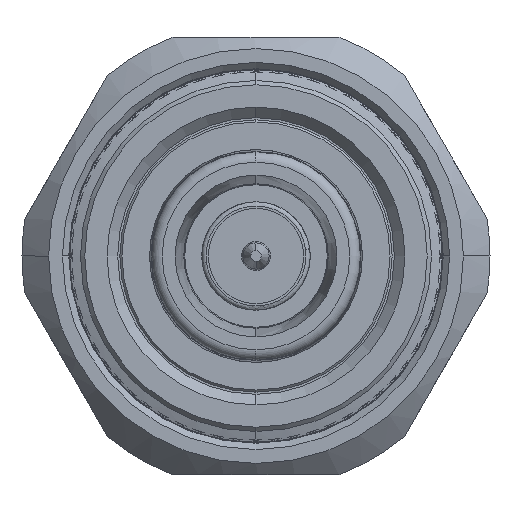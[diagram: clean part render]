
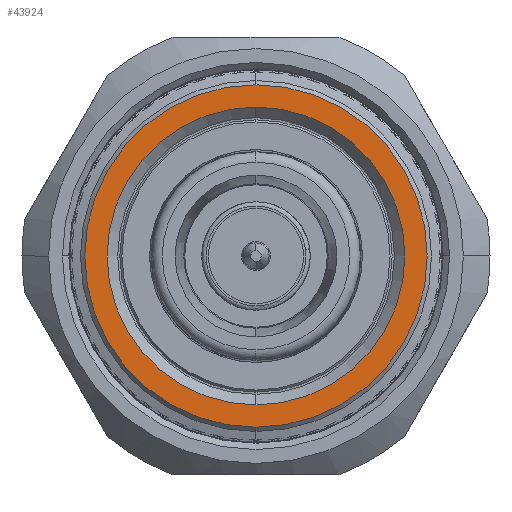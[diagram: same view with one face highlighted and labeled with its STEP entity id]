
A CAD part, left-side view. The second image highlights one B-rep face of the part: STEP entity #43924.
In plain terms, the highlighted planar face has unit normal (-1, 0, 0).
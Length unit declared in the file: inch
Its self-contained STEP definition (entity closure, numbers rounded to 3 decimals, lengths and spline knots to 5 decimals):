
#1847 = AXIS2_PLACEMENT_3D ( 'NONE', #13401, #10561, #44099 ) ;
#2097 = AXIS2_PLACEMENT_3D ( 'NONE', #32471, #23768, #7387 ) ;
#3492 = EDGE_CURVE ( 'NONE', #46819, #34615, #41281, .T. ) ;
#6545 = FACE_OUTER_BOUND ( 'NONE', #33183, .T. ) ;
#7003 = CIRCLE ( 'NONE', #41823, 0.27559 ) ;
#7092 = PLANE ( 'NONE',  #2097 ) ;
#7387 = DIRECTION ( 'NONE',  ( 0., 0., 1. ) ) ;
#10561 = DIRECTION ( 'NONE',  ( -1., 0., 0. ) ) ;
#10878 = ORIENTED_EDGE ( 'NONE', *, *, #3492, .T. ) ;
#13401 = CARTESIAN_POINT ( 'NONE',  ( 0.01969, 0., 0. ) ) ;
#15844 = FACE_BOUND ( 'NONE', #20825, .T. ) ;
#19532 = DIRECTION ( 'NONE',  ( 0., 0., -1. ) ) ;
#20276 = CARTESIAN_POINT ( 'NONE',  ( 0.01969, 0., 0. ) ) ;
#20434 = AXIS2_PLACEMENT_3D ( 'NONE', #20276, #32783, #34100 ) ;
#20825 = EDGE_LOOP ( 'NONE', ( #34567, #42192 ) ) ;
#23768 = DIRECTION ( 'NONE',  ( -1., 0., 0. ) ) ;
#24458 = EDGE_CURVE ( 'NONE', #48439, #46117, #7003, .T. ) ;
#25777 = EDGE_CURVE ( 'NONE', #46117, #48439, #41780, .T. ) ;
#28565 = EDGE_CURVE ( 'NONE', #34615, #46819, #32320, .T. ) ;
#32320 = CIRCLE ( 'NONE', #1847, 0.31693 ) ;
#32471 = CARTESIAN_POINT ( 'NONE',  ( 0.01969, 0.27559, 0. ) ) ;
#32783 = DIRECTION ( 'NONE',  ( -1., 0., 0. ) ) ;
#33183 = EDGE_LOOP ( 'NONE', ( #10878, #47112 ) ) ;
#34100 = DIRECTION ( 'NONE',  ( 0., 0., 1. ) ) ;
#34567 = ORIENTED_EDGE ( 'NONE', *, *, #25777, .T. ) ;
#34615 = VERTEX_POINT ( 'NONE', #51977 ) ;
#37764 = CARTESIAN_POINT ( 'NONE',  ( 0.01969, 0., 0.27559 ) ) ;
#38472 = CARTESIAN_POINT ( 'NONE',  ( 0.01969, 0., 0. ) ) ;
#39277 = DIRECTION ( 'NONE',  ( 1., 0., 0. ) ) ;
#39591 = CARTESIAN_POINT ( 'NONE',  ( 0.01969, 0., -0.31693 ) ) ;
#41281 = CIRCLE ( 'NONE', #20434, 0.31693 ) ;
#41780 = CIRCLE ( 'NONE', #47144, 0.27559 ) ;
#41823 = AXIS2_PLACEMENT_3D ( 'NONE', #48682, #48126, #19532 ) ;
#42192 = ORIENTED_EDGE ( 'NONE', *, *, #24458, .T. ) ;
#42822 = DIRECTION ( 'NONE',  ( 0., 0., -1. ) ) ;
#43924 = ADVANCED_FACE ( 'NONE', ( #6545, #15844 ), #7092, .T. ) ;
#44099 = DIRECTION ( 'NONE',  ( 0., 0., 1. ) ) ;
#45733 = CARTESIAN_POINT ( 'NONE',  ( 0.01969, 0., -0.27559 ) ) ;
#46117 = VERTEX_POINT ( 'NONE', #37764 ) ;
#46819 = VERTEX_POINT ( 'NONE', #39591 ) ;
#47112 = ORIENTED_EDGE ( 'NONE', *, *, #28565, .T. ) ;
#47144 = AXIS2_PLACEMENT_3D ( 'NONE', #38472, #39277, #42822 ) ;
#48126 = DIRECTION ( 'NONE',  ( 1., 0., 0. ) ) ;
#48439 = VERTEX_POINT ( 'NONE', #45733 ) ;
#48682 = CARTESIAN_POINT ( 'NONE',  ( 0.01969, 0., 0. ) ) ;
#51977 = CARTESIAN_POINT ( 'NONE',  ( 0.01969, 0., 0.31693 ) ) ;
